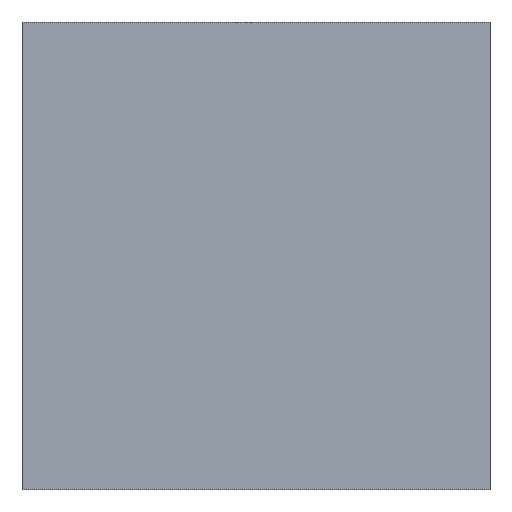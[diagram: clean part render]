
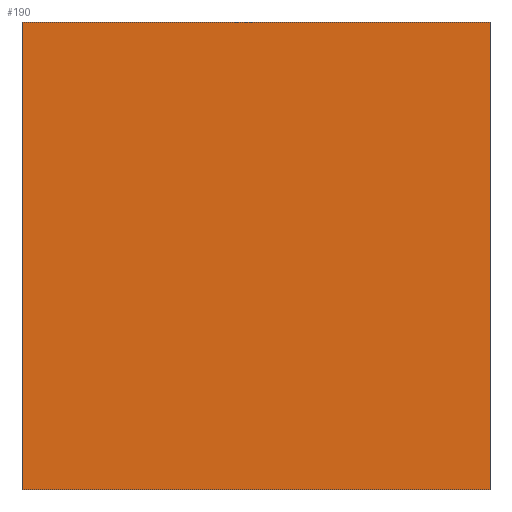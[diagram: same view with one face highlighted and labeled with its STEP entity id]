
A CAD part, front view. The second image highlights one B-rep face of the part: STEP entity #190.
In plain terms, the highlighted planar face has unit normal (0, -1, 0).
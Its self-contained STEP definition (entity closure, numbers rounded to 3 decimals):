
#91 = DIRECTION ( 'NONE',  ( 0., 0., -1. ) ) ;
#107 = LINE ( 'NONE', #1058, #2416 ) ;
#125 = VERTEX_POINT ( 'NONE', #2611 ) ;
#190 = ADVANCED_FACE ( 'NONE', ( #1263 ), #331, .T. ) ;
#331 = PLANE ( 'NONE',  #1831 ) ;
#427 = EDGE_LOOP ( 'NONE', ( #883, #1640, #822, #1848 ) ) ;
#446 = LINE ( 'NONE', #879, #1693 ) ;
#577 = LINE ( 'NONE', #1251, #1183 ) ;
#605 = VERTEX_POINT ( 'NONE', #2215 ) ;
#724 = VECTOR ( 'NONE', #831, 1000. ) ;
#822 = ORIENTED_EDGE ( 'NONE', *, *, #1152, .T. ) ;
#831 = DIRECTION ( 'NONE',  ( -1., 0., 0. ) ) ;
#878 = DIRECTION ( 'NONE',  ( 0., -1., 0. ) ) ;
#879 = CARTESIAN_POINT ( 'NONE',  ( 9.531, -1., -9.5 ) ) ;
#883 = ORIENTED_EDGE ( 'NONE', *, *, #2779, .T. ) ;
#1017 = CARTESIAN_POINT ( 'NONE',  ( -9.469, -1., -9.5 ) ) ;
#1058 = CARTESIAN_POINT ( 'NONE',  ( -9.469, -1., -9.5 ) ) ;
#1152 = EDGE_CURVE ( 'NONE', #2012, #2032, #577, .T. ) ;
#1183 = VECTOR ( 'NONE', #91, 1000. ) ;
#1251 = CARTESIAN_POINT ( 'NONE',  ( -9.469, -1., 9.5 ) ) ;
#1263 = FACE_OUTER_BOUND ( 'NONE', #427, .T. ) ;
#1373 = DIRECTION ( 'NONE',  ( 0., 0., -1. ) ) ;
#1640 = ORIENTED_EDGE ( 'NONE', *, *, #2665, .T. ) ;
#1693 = VECTOR ( 'NONE', #2490, 1000. ) ;
#1726 = CARTESIAN_POINT ( 'NONE',  ( 0., -1., 0. ) ) ;
#1831 = AXIS2_PLACEMENT_3D ( 'NONE', #1726, #878, #1373 ) ;
#1848 = ORIENTED_EDGE ( 'NONE', *, *, #2719, .T. ) ;
#2001 = DIRECTION ( 'NONE',  ( 1., 0., 0. ) ) ;
#2012 = VERTEX_POINT ( 'NONE', #2638 ) ;
#2032 = VERTEX_POINT ( 'NONE', #1017 ) ;
#2215 = CARTESIAN_POINT ( 'NONE',  ( 9.531, -1., 9.5 ) ) ;
#2217 = CARTESIAN_POINT ( 'NONE',  ( 9.531, -1., 9.5 ) ) ;
#2416 = VECTOR ( 'NONE', #2001, 1000. ) ;
#2490 = DIRECTION ( 'NONE',  ( 0., 0., 1. ) ) ;
#2562 = LINE ( 'NONE', #2217, #724 ) ;
#2611 = CARTESIAN_POINT ( 'NONE',  ( 9.531, -1., -9.5 ) ) ;
#2638 = CARTESIAN_POINT ( 'NONE',  ( -9.469, -1., 9.5 ) ) ;
#2665 = EDGE_CURVE ( 'NONE', #605, #2012, #2562, .T. ) ;
#2719 = EDGE_CURVE ( 'NONE', #2032, #125, #107, .T. ) ;
#2779 = EDGE_CURVE ( 'NONE', #125, #605, #446, .T. ) ;
